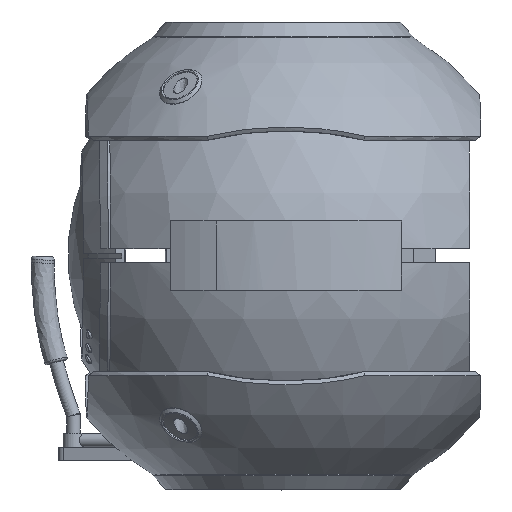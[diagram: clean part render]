
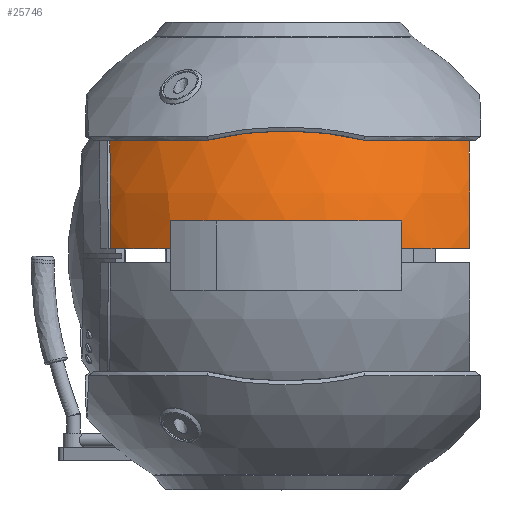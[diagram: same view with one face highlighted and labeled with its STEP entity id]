
A CAD part, front view. The second image highlights one B-rep face of the part: STEP entity #25746.
In plain terms, the highlighted spherical face has radius 51.5 mm.
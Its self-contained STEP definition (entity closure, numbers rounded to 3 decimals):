
#803=SPHERICAL_SURFACE('',#27798,51.5);
#2305=FACE_OUTER_BOUND('',#3926,.T.);
#3926=EDGE_LOOP('',(#18389,#18390,#18391,#18392,#18393,#18394,#18395,#18396,
#18397,#18398,#18399,#18400,#18401,#18402,#18403,#18404,#18405,#18406,#18407,
#18408,#18409,#18410,#18411,#18412));
#9528=CIRCLE('',#27737,50.341);
#9529=CIRCLE('',#27739,50.341);
#9532=CIRCLE('',#27743,43.543);
#9534=CIRCLE('',#27746,41.305);
#9535=CIRCLE('',#27748,43.543);
#9537=CIRCLE('',#27751,41.305);
#9539=CIRCLE('',#27754,41.86);
#9560=CIRCLE('',#27777,41.86);
#9561=CIRCLE('',#27779,41.86);
#9562=CIRCLE('',#27781,41.86);
#9563=CIRCLE('',#27783,35.);
#9565=CIRCLE('',#27786,35.);
#9566=CIRCLE('',#27787,35.);
#9569=CIRCLE('',#27792,51.478);
#9570=CIRCLE('',#27795,51.478);
#9572=CIRCLE('',#27799,45.025);
#9573=CIRCLE('',#27800,50.951);
#9574=CIRCLE('',#27801,45.025);
#9575=CIRCLE('',#27802,51.478);
#9576=CIRCLE('',#27803,32.5);
#9577=CIRCLE('',#27804,51.478);
#9578=CIRCLE('',#27805,45.025);
#9579=CIRCLE('',#27806,50.951);
#9580=CIRCLE('',#27807,45.025);
#11169=VERTEX_POINT('',#41484);
#11170=VERTEX_POINT('',#41486);
#11171=VERTEX_POINT('',#41490);
#11172=VERTEX_POINT('',#41491);
#11176=VERTEX_POINT('',#41501);
#11178=VERTEX_POINT('',#41507);
#11179=VERTEX_POINT('',#41511);
#11181=VERTEX_POINT('',#41517);
#11183=VERTEX_POINT('',#41523);
#11198=VERTEX_POINT('',#41562);
#11199=VERTEX_POINT('',#41566);
#11200=VERTEX_POINT('',#41570);
#11203=VERTEX_POINT('',#41579);
#11204=VERTEX_POINT('',#41582);
#11209=VERTEX_POINT('',#41602);
#11212=VERTEX_POINT('',#41616);
#11213=VERTEX_POINT('',#41622);
#11214=VERTEX_POINT('',#41624);
#11215=VERTEX_POINT('',#41626);
#11216=VERTEX_POINT('',#41628);
#11217=VERTEX_POINT('',#41630);
#11218=VERTEX_POINT('',#41632);
#11219=VERTEX_POINT('',#41634);
#11220=VERTEX_POINT('',#41636);
#13827=EDGE_CURVE('',#11170,#11169,#9528,.T.);
#13829=EDGE_CURVE('',#11171,#11172,#9529,.T.);
#13835=EDGE_CURVE('',#11169,#11176,#9532,.T.);
#13838=EDGE_CURVE('',#11176,#11178,#9534,.T.);
#13839=EDGE_CURVE('',#11179,#11171,#9535,.T.);
#13842=EDGE_CURVE('',#11181,#11179,#9537,.T.);
#13845=EDGE_CURVE('',#11183,#11181,#9539,.T.);
#13868=EDGE_CURVE('',#11178,#11198,#9560,.T.);
#13870=EDGE_CURVE('',#11172,#11199,#9561,.T.);
#13871=EDGE_CURVE('',#11200,#11170,#9562,.T.);
#13873=EDGE_CURVE('',#11198,#11183,#9563,.T.);
#13876=EDGE_CURVE('',#11199,#11203,#9565,.T.);
#13877=EDGE_CURVE('',#11204,#11200,#9566,.T.);
#13884=EDGE_CURVE('',#11209,#11204,#9569,.T.);
#13892=EDGE_CURVE('',#11203,#11212,#9570,.T.);
#13894=EDGE_CURVE('',#11212,#11213,#9572,.T.);
#13895=EDGE_CURVE('',#11213,#11214,#9573,.T.);
#13896=EDGE_CURVE('',#11214,#11215,#9574,.T.);
#13897=EDGE_CURVE('',#11215,#11216,#9575,.T.);
#13898=EDGE_CURVE('',#11216,#11217,#9576,.T.);
#13899=EDGE_CURVE('',#11217,#11218,#9577,.T.);
#13900=EDGE_CURVE('',#11218,#11219,#9578,.T.);
#13901=EDGE_CURVE('',#11219,#11220,#9579,.T.);
#13902=EDGE_CURVE('',#11220,#11209,#9580,.T.);
#18389=ORIENTED_EDGE('',*,*,#13829,.T.);
#18390=ORIENTED_EDGE('',*,*,#13870,.T.);
#18391=ORIENTED_EDGE('',*,*,#13876,.T.);
#18392=ORIENTED_EDGE('',*,*,#13892,.T.);
#18393=ORIENTED_EDGE('',*,*,#13894,.T.);
#18394=ORIENTED_EDGE('',*,*,#13895,.T.);
#18395=ORIENTED_EDGE('',*,*,#13896,.T.);
#18396=ORIENTED_EDGE('',*,*,#13897,.T.);
#18397=ORIENTED_EDGE('',*,*,#13898,.T.);
#18398=ORIENTED_EDGE('',*,*,#13899,.T.);
#18399=ORIENTED_EDGE('',*,*,#13900,.T.);
#18400=ORIENTED_EDGE('',*,*,#13901,.T.);
#18401=ORIENTED_EDGE('',*,*,#13902,.T.);
#18402=ORIENTED_EDGE('',*,*,#13884,.T.);
#18403=ORIENTED_EDGE('',*,*,#13877,.T.);
#18404=ORIENTED_EDGE('',*,*,#13871,.T.);
#18405=ORIENTED_EDGE('',*,*,#13827,.T.);
#18406=ORIENTED_EDGE('',*,*,#13835,.T.);
#18407=ORIENTED_EDGE('',*,*,#13838,.T.);
#18408=ORIENTED_EDGE('',*,*,#13868,.T.);
#18409=ORIENTED_EDGE('',*,*,#13873,.T.);
#18410=ORIENTED_EDGE('',*,*,#13845,.T.);
#18411=ORIENTED_EDGE('',*,*,#13842,.T.);
#18412=ORIENTED_EDGE('',*,*,#13839,.T.);
#25746=ADVANCED_FACE('',(#2305),#803,.T.);
#27737=AXIS2_PLACEMENT_3D('',#41487,#31545,#31546);
#27739=AXIS2_PLACEMENT_3D('',#41492,#31550,#31551);
#27743=AXIS2_PLACEMENT_3D('',#41503,#31561,#31562);
#27746=AXIS2_PLACEMENT_3D('',#41509,#31568,#31569);
#27748=AXIS2_PLACEMENT_3D('',#41512,#31572,#31573);
#27751=AXIS2_PLACEMENT_3D('',#41518,#31579,#31580);
#27754=AXIS2_PLACEMENT_3D('',#41524,#31586,#31587);
#27777=AXIS2_PLACEMENT_3D('',#41564,#31634,#31635);
#27779=AXIS2_PLACEMENT_3D('',#41568,#31639,#31640);
#27781=AXIS2_PLACEMENT_3D('',#41571,#31643,#31644);
#27783=AXIS2_PLACEMENT_3D('',#41574,#31648,#31649);
#27786=AXIS2_PLACEMENT_3D('',#41581,#31655,#31656);
#27787=AXIS2_PLACEMENT_3D('',#41583,#31657,#31658);
#27792=AXIS2_PLACEMENT_3D('',#41603,#31668,#31669);
#27795=AXIS2_PLACEMENT_3D('',#41618,#31680,#31681);
#27798=AXIS2_PLACEMENT_3D('',#41621,#31686,#31687);
#27799=AXIS2_PLACEMENT_3D('',#41623,#31688,#31689);
#27800=AXIS2_PLACEMENT_3D('',#41625,#31690,#31691);
#27801=AXIS2_PLACEMENT_3D('',#41627,#31692,#31693);
#27802=AXIS2_PLACEMENT_3D('',#41629,#31694,#31695);
#27803=AXIS2_PLACEMENT_3D('',#41631,#31696,#31697);
#27804=AXIS2_PLACEMENT_3D('',#41633,#31698,#31699);
#27805=AXIS2_PLACEMENT_3D('',#41635,#31700,#31701);
#27806=AXIS2_PLACEMENT_3D('',#41637,#31702,#31703);
#27807=AXIS2_PLACEMENT_3D('',#41638,#31704,#31705);
#31545=DIRECTION('center_axis',(-0.447,0.,-0.894));
#31546=DIRECTION('ref_axis',(0.,-1.,0.));
#31550=DIRECTION('center_axis',(-0.447,0.,-0.894));
#31551=DIRECTION('ref_axis',(0.,-1.,0.));
#31561=DIRECTION('center_axis',(0.,0.,-1.));
#31562=DIRECTION('ref_axis',(0.,-1.,0.));
#31568=DIRECTION('center_axis',(0.447,0.,-0.894));
#31569=DIRECTION('ref_axis',(0.,-1.,0.));
#31572=DIRECTION('center_axis',(0.,0.,-1.));
#31573=DIRECTION('ref_axis',(0.,-1.,0.));
#31579=DIRECTION('center_axis',(0.447,0.,-0.894));
#31580=DIRECTION('ref_axis',(0.,-1.,0.));
#31586=DIRECTION('center_axis',(0.,0.,-1.));
#31587=DIRECTION('ref_axis',(0.,-1.,0.));
#31634=DIRECTION('center_axis',(0.,0.,-1.));
#31635=DIRECTION('ref_axis',(0.,-1.,0.));
#31639=DIRECTION('center_axis',(0.,0.,-1.));
#31640=DIRECTION('ref_axis',(0.,-1.,0.));
#31643=DIRECTION('center_axis',(0.,0.,-1.));
#31644=DIRECTION('ref_axis',(0.,-1.,0.));
#31648=DIRECTION('center_axis',(1.,0.,0.));
#31649=DIRECTION('ref_axis',(0.,0.,-1.));
#31655=DIRECTION('center_axis',(1.,0.,0.));
#31656=DIRECTION('ref_axis',(0.,0.,-1.));
#31657=DIRECTION('center_axis',(1.,0.,0.));
#31658=DIRECTION('ref_axis',(0.,0.,-1.));
#31668=DIRECTION('center_axis',(0.,0.,1.));
#31669=DIRECTION('ref_axis',(0.,1.,0.));
#31680=DIRECTION('center_axis',(0.,0.,1.));
#31681=DIRECTION('ref_axis',(0.,1.,0.));
#31686=DIRECTION('center_axis',(0.,0.,1.));
#31687=DIRECTION('ref_axis',(1.,0.,0.));
#31688=DIRECTION('center_axis',(-1.,0.,0.));
#31689=DIRECTION('ref_axis',(0.,0.,-1.));
#31690=DIRECTION('center_axis',(0.,0.,1.));
#31691=DIRECTION('ref_axis',(0.,1.,0.));
#31692=DIRECTION('center_axis',(1.,0.,0.));
#31693=DIRECTION('ref_axis',(0.,0.,1.));
#31694=DIRECTION('center_axis',(0.,0.,1.));
#31695=DIRECTION('ref_axis',(0.,1.,0.));
#31696=DIRECTION('center_axis',(-1.,0.,0.));
#31697=DIRECTION('ref_axis',(0.,0.,-1.));
#31698=DIRECTION('center_axis',(0.,0.,1.));
#31699=DIRECTION('ref_axis',(0.,1.,0.));
#31700=DIRECTION('center_axis',(1.,0.,0.));
#31701=DIRECTION('ref_axis',(0.,0.,1.));
#31702=DIRECTION('center_axis',(0.,0.,1.));
#31703=DIRECTION('ref_axis',(0.,1.,0.));
#31704=DIRECTION('center_axis',(-1.,0.,0.));
#31705=DIRECTION('ref_axis',(0.,0.,-1.));
#41484=CARTESIAN_POINT('',(-30.707,30.872,27.5));
#41486=CARTESIAN_POINT('',(-35.707,21.846,30.));
#41487=CARTESIAN_POINT('Origin',(4.859,0.,9.717));
#41490=CARTESIAN_POINT('',(-30.707,-30.872,27.5));
#41491=CARTESIAN_POINT('',(-35.707,-21.846,30.));
#41492=CARTESIAN_POINT('Origin',(4.859,0.,9.717));
#41501=CARTESIAN_POINT('',(-13.779,41.305,27.5));
#41503=CARTESIAN_POINT('Origin',(0.,0.,27.5));
#41507=CARTESIAN_POINT('',(-8.779,40.929,30.));
#41509=CARTESIAN_POINT('Origin',(-13.756,0.,27.512));
#41511=CARTESIAN_POINT('',(-13.779,-41.305,27.5));
#41512=CARTESIAN_POINT('Origin',(0.,0.,27.5));
#41517=CARTESIAN_POINT('',(-8.779,-40.929,30.));
#41518=CARTESIAN_POINT('Origin',(-13.756,0.,27.512));
#41523=CARTESIAN_POINT('',(37.779,-18.028,30.));
#41524=CARTESIAN_POINT('Origin',(0.,0.,30.));
#41562=CARTESIAN_POINT('',(37.779,18.028,30.));
#41564=CARTESIAN_POINT('Origin',(0.,0.,30.));
#41566=CARTESIAN_POINT('',(-37.779,-18.028,30.));
#41568=CARTESIAN_POINT('Origin',(0.,0.,30.));
#41570=CARTESIAN_POINT('',(-37.779,18.028,30.));
#41571=CARTESIAN_POINT('Origin',(0.,0.,30.));
#41574=CARTESIAN_POINT('Origin',(37.779,0.,0.));
#41579=CARTESIAN_POINT('',(-37.779,-34.968,1.5));
#41581=CARTESIAN_POINT('Origin',(-37.779,0.,0.));
#41582=CARTESIAN_POINT('',(-37.779,34.968,1.5));
#41583=CARTESIAN_POINT('Origin',(-37.779,0.,0.));
#41602=CARTESIAN_POINT('',(-25.,45.,1.5));
#41603=CARTESIAN_POINT('Origin',(0.,0.,1.5));
#41616=CARTESIAN_POINT('',(-25.,-45.,1.5));
#41618=CARTESIAN_POINT('Origin',(0.,0.,1.5));
#41621=CARTESIAN_POINT('Origin',(0.,0.,0.));
#41622=CARTESIAN_POINT('',(-25.,-44.396,7.5));
#41623=CARTESIAN_POINT('Origin',(-25.,0.,0.));
#41624=CARTESIAN_POINT('',(25.,-44.396,7.5));
#41625=CARTESIAN_POINT('Origin',(0.,0.,7.5));
#41626=CARTESIAN_POINT('',(25.,-45.,1.5));
#41627=CARTESIAN_POINT('Origin',(25.,0.,0.));
#41628=CARTESIAN_POINT('',(39.95,-32.465,1.5));
#41629=CARTESIAN_POINT('Origin',(0.,0.,1.5));
#41630=CARTESIAN_POINT('',(39.95,32.465,1.5));
#41631=CARTESIAN_POINT('Origin',(39.95,0.,0.));
#41632=CARTESIAN_POINT('',(25.,45.,1.5));
#41633=CARTESIAN_POINT('Origin',(0.,0.,1.5));
#41634=CARTESIAN_POINT('',(25.,44.396,7.5));
#41635=CARTESIAN_POINT('Origin',(25.,0.,0.));
#41636=CARTESIAN_POINT('',(-25.,44.396,7.5));
#41637=CARTESIAN_POINT('Origin',(0.,0.,7.5));
#41638=CARTESIAN_POINT('Origin',(-25.,0.,0.));
